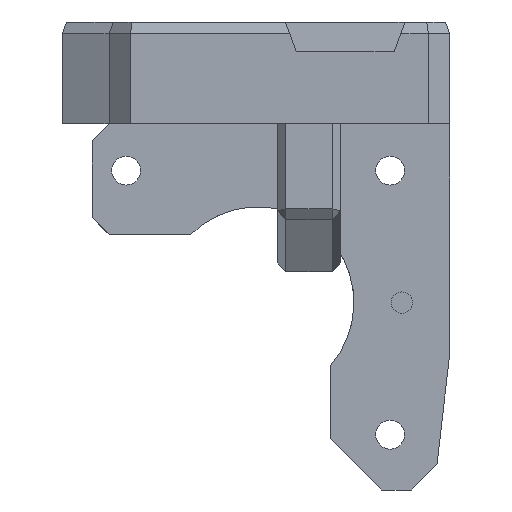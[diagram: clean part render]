
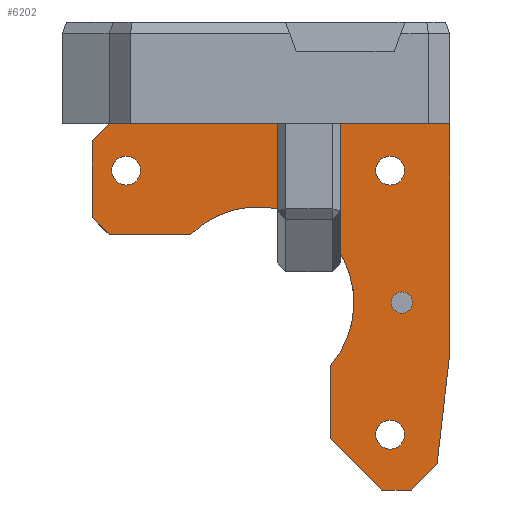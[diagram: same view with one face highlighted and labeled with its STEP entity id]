
A CAD part, left-side view. The second image highlights one B-rep face of the part: STEP entity #6202.
In plain terms, the highlighted planar face has unit normal (-1, 0, 0).
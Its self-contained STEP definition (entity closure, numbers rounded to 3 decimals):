
#78=FACE_BOUND('',#932,.T.);
#79=FACE_BOUND('',#933,.T.);
#80=FACE_BOUND('',#934,.T.);
#81=FACE_BOUND('',#935,.T.);
#219=PLANE('',#6650);
#553=FACE_OUTER_BOUND('',#931,.T.);
#931=EDGE_LOOP('',(#4879,#4880,#4881,#4882,#4883,#4884,#4885,#4886,#4887,
#4888,#4889,#4890));
#932=EDGE_LOOP('',(#4891,#4892));
#933=EDGE_LOOP('',(#4893));
#934=EDGE_LOOP('',(#4894));
#935=EDGE_LOOP('',(#4895));
#1444=LINE('',#9355,#2203);
#1447=LINE('',#9360,#2206);
#1450=LINE('',#9366,#2209);
#1458=LINE('',#9391,#2217);
#1460=LINE('',#9395,#2219);
#1463=LINE('',#9400,#2222);
#1464=LINE('',#9402,#2223);
#1466=LINE('',#9406,#2225);
#1468=LINE('',#9410,#2227);
#1469=LINE('',#9412,#2228);
#1470=LINE('',#9414,#2229);
#2203=VECTOR('',#7473,10.);
#2206=VECTOR('',#7478,10.);
#2209=VECTOR('',#7483,10.);
#2217=VECTOR('',#7513,10.);
#2219=VECTOR('',#7517,10.);
#2222=VECTOR('',#7522,10.);
#2223=VECTOR('',#7525,10.);
#2225=VECTOR('',#7529,10.);
#2227=VECTOR('',#7533,10.);
#2228=VECTOR('',#7536,10.);
#2229=VECTOR('',#7539,10.);
#2725=CIRCLE('',#6488,1.25);
#2726=CIRCLE('',#6489,1.25);
#2766=CIRCLE('',#6636,11.25);
#2767=CIRCLE('',#6638,1.7);
#2768=CIRCLE('',#6640,1.7);
#2769=CIRCLE('',#6642,1.7);
#2826=VERTEX_POINT('',#8627);
#2827=VERTEX_POINT('',#8628);
#2889=VERTEX_POINT('',#8816);
#3027=VERTEX_POINT('',#9352);
#3028=VERTEX_POINT('',#9354);
#3029=VERTEX_POINT('',#9358);
#3031=VERTEX_POINT('',#9364);
#3032=VERTEX_POINT('',#9372);
#3033=VERTEX_POINT('',#9374);
#3034=VERTEX_POINT('',#9378);
#3035=VERTEX_POINT('',#9382);
#3036=VERTEX_POINT('',#9386);
#3037=VERTEX_POINT('',#9390);
#3038=VERTEX_POINT('',#9394);
#3039=VERTEX_POINT('',#9398);
#3040=VERTEX_POINT('',#9404);
#3041=VERTEX_POINT('',#9408);
#3395=EDGE_CURVE('',#2826,#2827,#2725,.T.);
#3396=EDGE_CURVE('',#2827,#2826,#2726,.T.);
#3693=EDGE_CURVE('',#3027,#3028,#1444,.T.);
#3696=EDGE_CURVE('',#3029,#3027,#1447,.T.);
#3699=EDGE_CURVE('',#3031,#3029,#1450,.T.);
#3704=EDGE_CURVE('',#3032,#3033,#2766,.T.);
#3706=EDGE_CURVE('',#3034,#3034,#2767,.T.);
#3708=EDGE_CURVE('',#3035,#3035,#2768,.T.);
#3710=EDGE_CURVE('',#3036,#3036,#2769,.T.);
#3712=EDGE_CURVE('',#3037,#2889,#1458,.T.);
#3714=EDGE_CURVE('',#3038,#3037,#1460,.T.);
#3717=EDGE_CURVE('',#3039,#3038,#1463,.T.);
#3718=EDGE_CURVE('',#3033,#3039,#1464,.T.);
#3720=EDGE_CURVE('',#3040,#3032,#1466,.T.);
#3722=EDGE_CURVE('',#3041,#3040,#1468,.T.);
#3723=EDGE_CURVE('',#3028,#3041,#1469,.T.);
#3724=EDGE_CURVE('',#2889,#3031,#1470,.T.);
#4879=ORIENTED_EDGE('',*,*,#3724,.F.);
#4880=ORIENTED_EDGE('',*,*,#3712,.F.);
#4881=ORIENTED_EDGE('',*,*,#3714,.F.);
#4882=ORIENTED_EDGE('',*,*,#3717,.F.);
#4883=ORIENTED_EDGE('',*,*,#3718,.F.);
#4884=ORIENTED_EDGE('',*,*,#3704,.F.);
#4885=ORIENTED_EDGE('',*,*,#3720,.F.);
#4886=ORIENTED_EDGE('',*,*,#3722,.F.);
#4887=ORIENTED_EDGE('',*,*,#3723,.F.);
#4888=ORIENTED_EDGE('',*,*,#3693,.F.);
#4889=ORIENTED_EDGE('',*,*,#3696,.F.);
#4890=ORIENTED_EDGE('',*,*,#3699,.F.);
#4891=ORIENTED_EDGE('',*,*,#3395,.T.);
#4892=ORIENTED_EDGE('',*,*,#3396,.T.);
#4893=ORIENTED_EDGE('',*,*,#3706,.T.);
#4894=ORIENTED_EDGE('',*,*,#3708,.T.);
#4895=ORIENTED_EDGE('',*,*,#3710,.T.);
#6202=ADVANCED_FACE('',(#553,#78,#79,#80,#81),#219,.F.);
#6488=AXIS2_PLACEMENT_3D('',#8629,#6950,#6951);
#6489=AXIS2_PLACEMENT_3D('',#8630,#6952,#6953);
#6636=AXIS2_PLACEMENT_3D('',#9375,#7493,#7494);
#6638=AXIS2_PLACEMENT_3D('',#9379,#7498,#7499);
#6640=AXIS2_PLACEMENT_3D('',#9383,#7503,#7504);
#6642=AXIS2_PLACEMENT_3D('',#9387,#7508,#7509);
#6650=AXIS2_PLACEMENT_3D('',#9413,#7537,#7538);
#6950=DIRECTION('center_axis',(1.,0.,0.));
#6951=DIRECTION('ref_axis',(0.,0.,1.));
#6952=DIRECTION('center_axis',(1.,0.,0.));
#6953=DIRECTION('ref_axis',(0.,0.,1.));
#7473=DIRECTION('',(0.,0.707,-0.707));
#7478=DIRECTION('',(0.,0.115,-0.993));
#7483=DIRECTION('',(0.,0.,-1.));
#7493=DIRECTION('center_axis',(-1.,0.,0.));
#7494=DIRECTION('ref_axis',(0.,-1.,0.));
#7498=DIRECTION('center_axis',(1.,0.,0.));
#7499=DIRECTION('ref_axis',(0.,-1.,0.));
#7503=DIRECTION('center_axis',(1.,0.,0.));
#7504=DIRECTION('ref_axis',(0.,-1.,0.));
#7508=DIRECTION('center_axis',(1.,0.,0.));
#7509=DIRECTION('ref_axis',(0.,-1.,0.));
#7513=DIRECTION('',(0.,-0.707,0.707));
#7517=DIRECTION('',(0.,0.,1.));
#7522=DIRECTION('',(0.,0.707,0.707));
#7525=DIRECTION('',(0.,1.,0.));
#7529=DIRECTION('',(0.,0.,1.));
#7533=DIRECTION('',(0.,0.707,0.707));
#7536=DIRECTION('',(0.,1.,0.));
#7537=DIRECTION('center_axis',(1.,0.,0.));
#7538=DIRECTION('ref_axis',(0.,0.,-1.));
#7539=DIRECTION('',(0.,-1.,0.));
#8627=CARTESIAN_POINT('',(51.5,-34.875,-19.75));
#8628=CARTESIAN_POINT('',(51.5,-34.875,-22.25));
#8629=CARTESIAN_POINT('Origin',(51.5,-34.875,-21.));
#8630=CARTESIAN_POINT('Origin',(51.5,-34.875,-21.));
#8816=CARTESIAN_POINT('',(51.5,-0.5,0.));
#9352=CARTESIAN_POINT('',(51.5,-39.,-40.));
#9354=CARTESIAN_POINT('',(51.5,-36.,-43.));
#9355=CARTESIAN_POINT('',(51.5,-39.,-40.));
#9358=CARTESIAN_POINT('',(51.5,-40.5,-27.));
#9360=CARTESIAN_POINT('',(51.5,-40.5,-27.));
#9364=CARTESIAN_POINT('',(51.5,-40.5,0.));
#9366=CARTESIAN_POINT('',(51.5,-40.5,0.));
#9372=CARTESIAN_POINT('',(51.5,-26.5,-28.37));
#9374=CARTESIAN_POINT('',(51.5,-10.09,-13.));
#9375=CARTESIAN_POINT('Origin',(51.5,-18.,-21.));
#9378=CARTESIAN_POINT('',(51.5,-31.8,-36.5));
#9379=CARTESIAN_POINT('Origin',(51.5,-33.5,-36.5));
#9382=CARTESIAN_POINT('',(51.5,-31.8,-5.5));
#9383=CARTESIAN_POINT('Origin',(51.5,-33.5,-5.5));
#9386=CARTESIAN_POINT('',(51.5,-0.8,-5.5));
#9387=CARTESIAN_POINT('Origin',(51.5,-2.5,-5.5));
#9390=CARTESIAN_POINT('',(51.5,1.5,-2.));
#9391=CARTESIAN_POINT('',(51.5,1.5,-2.));
#9394=CARTESIAN_POINT('',(51.5,1.5,-11.));
#9395=CARTESIAN_POINT('',(51.5,1.5,-11.));
#9398=CARTESIAN_POINT('',(51.5,-0.5,-13.));
#9400=CARTESIAN_POINT('',(51.5,-0.5,-13.));
#9402=CARTESIAN_POINT('',(51.5,-10.09,-13.));
#9404=CARTESIAN_POINT('',(51.5,-26.5,-37.));
#9406=CARTESIAN_POINT('',(51.5,-26.5,-37.));
#9408=CARTESIAN_POINT('',(51.5,-32.5,-43.));
#9410=CARTESIAN_POINT('',(51.5,-32.5,-43.));
#9412=CARTESIAN_POINT('',(51.5,-36.,-43.));
#9413=CARTESIAN_POINT('Origin',(51.5,-24.645,-15.321));
#9414=CARTESIAN_POINT('',(51.5,-21.793,0.));
